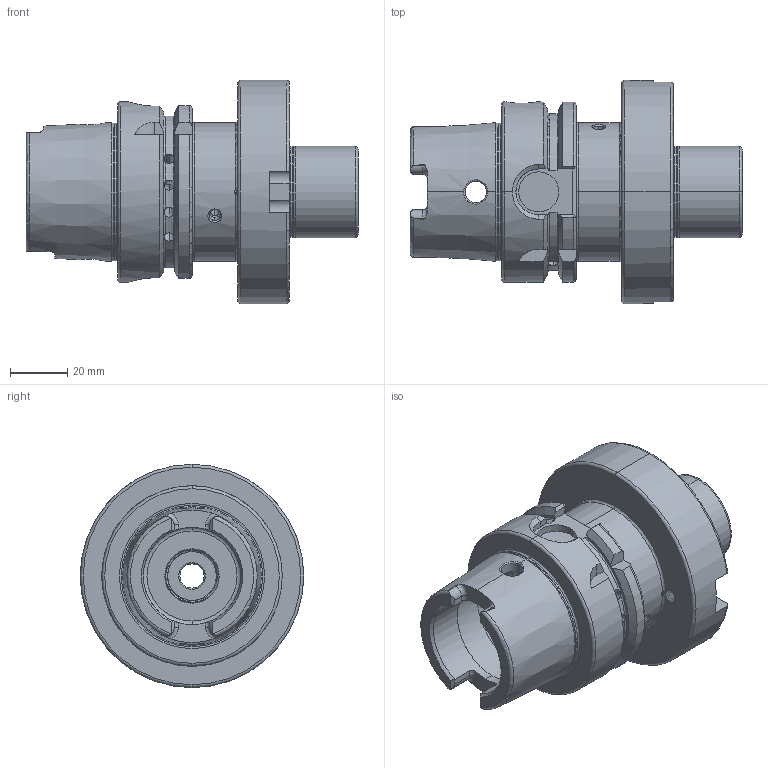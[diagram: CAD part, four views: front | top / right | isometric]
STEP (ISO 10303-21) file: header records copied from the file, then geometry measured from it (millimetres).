
FILE_DESCRIPTION (( 'STEP AP203' ), '1' );
FILE_NAME ('A63.11.32.STEP', '2016-10-18T03:09:52', ( '' ), ( '' ), 'SwSTEP 2.0', 'SolidWorks 2012', '' );
FILE_SCHEMA (( 'CONFIG_CONTROL_DESIGN' ));
Products named in the file (1): A63.11.32
Bounding box: 116 x 78 x 78 mm (x, y, z)
Volume: 198621.9 mm3; surface area: 44231.3 mm2
Topology: 1 solids, 1 shells, 383 faces, 1038 edges, 652 vertices
Faces by surface type: cylinder 183, plane 70, cone 54, torus 44, bspline 32
Entity records: 36909 total; most frequent: CARTESIAN_POINT 28251, ORIENTED_EDGE 2048, DIRECTION 1536, EDGE_CURVE 1024, VERTEX_POINT 652, AXIS2_PLACEMENT_3D 606, EDGE_LOOP 410, ADVANCED_FACE 383
